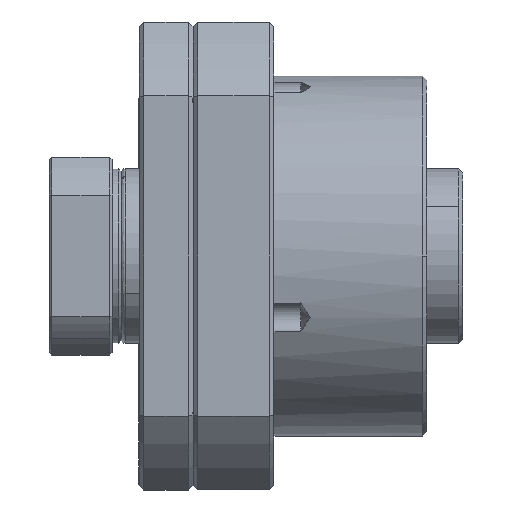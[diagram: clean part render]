
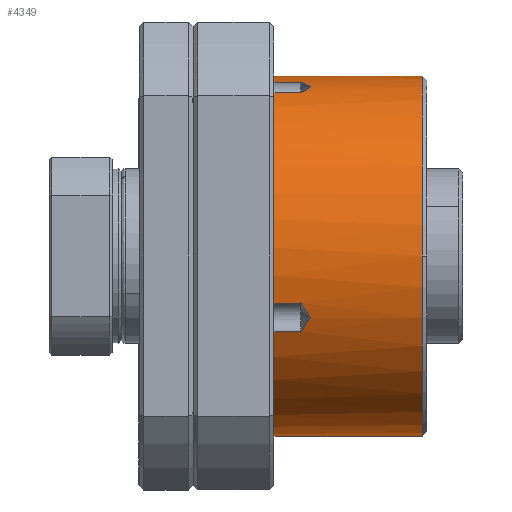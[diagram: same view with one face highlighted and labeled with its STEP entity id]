
A CAD part, front view. The second image highlights one B-rep face of the part: STEP entity #4349.
In plain terms, the highlighted cylindrical face has radius 20 mm (diameter 40 mm), a partial arc.
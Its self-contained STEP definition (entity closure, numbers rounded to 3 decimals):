
#420 = ORIENTED_EDGE ( 'NONE', *, *, #4575, .F. ) ;
#421 = ORIENTED_EDGE ( 'NONE', *, *, #4913, .T. ) ;
#422 = ORIENTED_EDGE ( 'NONE', *, *, #2298, .T. ) ;
#423 = ORIENTED_EDGE ( 'NONE', *, *, #1819, .T. ) ;
#424 = ORIENTED_EDGE ( 'NONE', *, *, #4943, .T. ) ;
#425 = ORIENTED_EDGE ( 'NONE', *, *, #4938, .T. ) ;
#426 = ORIENTED_EDGE ( 'NONE', *, *, #4928, .T. ) ;
#427 = ORIENTED_EDGE ( 'NONE', *, *, #4937, .T. ) ;
#428 = ORIENTED_EDGE ( 'NONE', *, *, #4550, .T. ) ;
#429 = ORIENTED_EDGE ( 'NONE', *, *, #4945, .T. ) ;
#430 = ORIENTED_EDGE ( 'NONE', *, *, #4549, .T. ) ;
#431 = ORIENTED_EDGE ( 'NONE', *, *, #4940, .T. ) ;
#432 = ORIENTED_EDGE ( 'NONE', *, *, #4941, .T. ) ;
#433 = ORIENTED_EDGE ( 'NONE', *, *, #4944, .T. ) ;
#434 = ORIENTED_EDGE ( 'NONE', *, *, #4948, .T. ) ;
#499 = EDGE_LOOP ( 'NONE', ( #420, #421, #422, #423, #424, #425, #426, #427, #428, #429, #430, #431, #432, #433, #434 ) ) ;
#765 = VERTEX_POINT ( 'NONE', #1237 ) ;
#783 = VERTEX_POINT ( 'NONE', #1255 ) ;
#786 = VERTEX_POINT ( 'NONE', #1258 ) ;
#791 = VERTEX_POINT ( 'NONE', #1263 ) ;
#792 = VERTEX_POINT ( 'NONE', #1264 ) ;
#796 = VERTEX_POINT ( 'NONE', #1268 ) ;
#807 = VERTEX_POINT ( 'NONE', #1279 ) ;
#810 = VERTEX_POINT ( 'NONE', #1282 ) ;
#840 = VERTEX_POINT ( 'NONE', #1312 ) ;
#1116 = VERTEX_POINT ( 'NONE', #1588 ) ;
#1117 = VERTEX_POINT ( 'NONE', #1589 ) ;
#1121 = VERTEX_POINT ( 'NONE', #1593 ) ;
#1122 = VERTEX_POINT ( 'NONE', #1594 ) ;
#1123 = VERTEX_POINT ( 'NONE', #1595 ) ;
#1124 = VERTEX_POINT ( 'NONE', #1596 ) ;
#1237 = CARTESIAN_POINT ( 'NONE',  ( 9., 0., 20. ) ) ;
#1255 = CARTESIAN_POINT ( 'NONE',  ( 25.5, 0., 20. ) ) ;
#1258 = CARTESIAN_POINT ( 'NONE',  ( 25.5, -20., 0. ) ) ;
#1263 = CARTESIAN_POINT ( 'NONE',  ( 12., -19.3, -5.244 ) ) ;
#1264 = CARTESIAN_POINT ( 'NONE',  ( 9., -19.3, -5.244 ) ) ;
#1268 = CARTESIAN_POINT ( 'NONE',  ( 9., -8.389, 18.156 ) ) ;
#1279 = CARTESIAN_POINT ( 'NONE',  ( 9., 0., -20. ) ) ;
#1282 = CARTESIAN_POINT ( 'NONE',  ( 12., -8.389, 18.156 ) ) ;
#1312 = CARTESIAN_POINT ( 'NONE',  ( 25.5, 0., -20. ) ) ;
#1588 = CARTESIAN_POINT ( 'NONE',  ( 13.006, -18.794, -6.84 ) ) ;
#1589 = CARTESIAN_POINT ( 'NONE',  ( 12., -18.156, -8.389 ) ) ;
#1593 = CARTESIAN_POINT ( 'NONE',  ( 12., -5.244, 19.3 ) ) ;
#1594 = CARTESIAN_POINT ( 'NONE',  ( 9., -18.156, -8.389 ) ) ;
#1595 = CARTESIAN_POINT ( 'NONE',  ( 13.006, -6.84, 18.794 ) ) ;
#1596 = CARTESIAN_POINT ( 'NONE',  ( 9., -5.244, 19.3 ) ) ;
#1819 = EDGE_CURVE ( 'NONE', #783, #765, #2362, .T. ) ;
#1893 = AXIS2_PLACEMENT_3D ( 'NONE', #2879, #2881, #2882 ) ;
#1920 = AXIS2_PLACEMENT_3D ( 'NONE', #3016, #3015, #3014 ) ;
#2298 = EDGE_CURVE ( 'NONE', #786, #783, #2383, .T. ) ;
#2362 = LINE ( 'NONE', #4255, #2363 ) ;
#2363 = VECTOR ( 'NONE', #4253, 1000. ) ;
#2383 = CIRCLE ( 'NONE', #1893, 20. ) ;
#2455 = FACE_OUTER_BOUND ( 'NONE', #499, .T. ) ;
#2461 = CYLINDRICAL_SURFACE ( 'NONE', #1920, 20. ) ;
#2801 = LINE ( 'NONE', #5745, #2803 ) ;
#2803 = VECTOR ( 'NONE', #5764, 1000. ) ;
#2805 = LINE ( 'NONE', #5767, #2806 ) ;
#2806 = VECTOR ( 'NONE', #5769, 1000. ) ;
#2841 = LINE ( 'NONE', #5893, #2844 ) ;
#2844 = VECTOR ( 'NONE', #5901, 1000. ) ;
#2879 = CARTESIAN_POINT ( 'NONE',  ( 25.5, 0., 0. ) ) ;
#2881 = DIRECTION ( 'NONE',  ( -1., 0., 0. ) ) ;
#2882 = DIRECTION ( 'NONE',  ( 0., 0., 1. ) ) ;
#3014 = DIRECTION ( 'NONE',  ( 0., 0., 1. ) ) ;
#3015 = DIRECTION ( 'NONE',  ( -1., 0., 0. ) ) ;
#3016 = CARTESIAN_POINT ( 'NONE',  ( -94.469, 0., 0. ) ) ;
#4253 = DIRECTION ( 'NONE',  ( -1., 0., 0. ) ) ;
#4255 = CARTESIAN_POINT ( 'NONE',  ( -94.469, 0., 20. ) ) ;
#4349 = ADVANCED_FACE ( 'NONE', ( #2455 ), #2461, .T. ) ;
#4549 = EDGE_CURVE ( 'NONE', #792, #791, #2801, .T. ) ;
#4550 = EDGE_CURVE ( 'NONE', #810, #796, #2805, .T. ) ;
#4575 = EDGE_CURVE ( 'NONE', #840, #807, #2841, .T. ) ;
#4913 = EDGE_CURVE ( 'NONE', #840, #786, #7579, .T. ) ;
#4928 = EDGE_CURVE ( 'NONE', #1121, #1123, #8393, .T. ) ;
#4937 = EDGE_CURVE ( 'NONE', #1123, #810, #8396, .T. ) ;
#4938 = EDGE_CURVE ( 'NONE', #1124, #1121, #7620, .T. ) ;
#4940 = EDGE_CURVE ( 'NONE', #791, #1116, #8397, .T. ) ;
#4941 = EDGE_CURVE ( 'NONE', #1116, #1117, #8398, .T. ) ;
#4943 = EDGE_CURVE ( 'NONE', #765, #1124, #7643, .T. ) ;
#4944 = EDGE_CURVE ( 'NONE', #1117, #1122, #7603, .T. ) ;
#4945 = EDGE_CURVE ( 'NONE', #796, #792, #7648, .T. ) ;
#4948 = EDGE_CURVE ( 'NONE', #1122, #807, #7657, .T. ) ;
#5745 = CARTESIAN_POINT ( 'NONE',  ( 0., -19.3, -5.244 ) ) ;
#5764 = DIRECTION ( 'NONE',  ( 1., 0., 0. ) ) ;
#5767 = CARTESIAN_POINT ( 'NONE',  ( 0., -8.389, 18.156 ) ) ;
#5769 = DIRECTION ( 'NONE',  ( -1., 0., 0. ) ) ;
#5893 = CARTESIAN_POINT ( 'NONE',  ( -94.469, 0., -20. ) ) ;
#5901 = DIRECTION ( 'NONE',  ( -1., 0., 0. ) ) ;
#6928 = CARTESIAN_POINT ( 'NONE',  ( 25.5, 0., 0. ) ) ;
#6941 = DIRECTION ( 'NONE',  ( -1., 0., 0. ) ) ;
#6942 = DIRECTION ( 'NONE',  ( 0., 0., 1. ) ) ;
#7579 = CIRCLE ( 'NONE', #8151, 20. ) ;
#7603 = LINE ( 'NONE', #8525, #7638 ) ;
#7620 = LINE ( 'NONE', #8505, #7623 ) ;
#7623 = VECTOR ( 'NONE', #8506, 1000. ) ;
#7638 = VECTOR ( 'NONE', #8526, 1000. ) ;
#7643 = CIRCLE ( 'NONE', #8163, 20. ) ;
#7648 = CIRCLE ( 'NONE', #8165, 20. ) ;
#7657 = CIRCLE ( 'NONE', #8167, 20. ) ;
#8151 = AXIS2_PLACEMENT_3D ( 'NONE', #6928, #6941, #6942 ) ;
#8163 = AXIS2_PLACEMENT_3D ( 'NONE', #8515, #8523, #8524 ) ;
#8165 = AXIS2_PLACEMENT_3D ( 'NONE', #8510, #8528, #8529 ) ;
#8167 = AXIS2_PLACEMENT_3D ( 'NONE', #8530, #8537, #8538 ) ;
#8393 = B_SPLINE_CURVE_WITH_KNOTS ( 'NONE', 3,
 ( #8472, #8476, #8477, #8478 ),
 .UNSPECIFIED., .F., .F.,
 ( 4, 4 ),
 ( 0.002, 0.004 ),
 .UNSPECIFIED. ) ;
#8396 = B_SPLINE_CURVE_WITH_KNOTS ( 'NONE', 3,
 ( #8499, #8501, #8502, #8503 ),
 .UNSPECIFIED., .F., .F.,
 ( 4, 4 ),
 ( 0., 0.002 ),
 .UNSPECIFIED. ) ;
#8397 = B_SPLINE_CURVE_WITH_KNOTS ( 'NONE', 3,
 ( #8507, #8512, #8513, #8514 ),
 .UNSPECIFIED., .F., .F.,
 ( 4, 4 ),
 ( 0.002, 0.004 ),
 .UNSPECIFIED. ) ;
#8398 = B_SPLINE_CURVE_WITH_KNOTS ( 'NONE', 3,
 ( #8511, #8516, #8517, #8518 ),
 .UNSPECIFIED., .F., .F.,
 ( 4, 4 ),
 ( 0., 0.002 ),
 .UNSPECIFIED. ) ;
#8472 = CARTESIAN_POINT ( 'NONE',  ( 12., -5.244, 19.3 ) ) ;
#8476 = CARTESIAN_POINT ( 'NONE',  ( 12.335, -5.782, 19.154 ) ) ;
#8477 = CARTESIAN_POINT ( 'NONE',  ( 12.671, -6.316, 18.985 ) ) ;
#8478 = CARTESIAN_POINT ( 'NONE',  ( 13.006, -6.84, 18.794 ) ) ;
#8499 = CARTESIAN_POINT ( 'NONE',  ( 13.006, -6.84, 18.794 ) ) ;
#8501 = CARTESIAN_POINT ( 'NONE',  ( 12.671, -7.365, 18.603 ) ) ;
#8502 = CARTESIAN_POINT ( 'NONE',  ( 12.335, -7.882, 18.39 ) ) ;
#8503 = CARTESIAN_POINT ( 'NONE',  ( 12., -8.389, 18.156 ) ) ;
#8505 = CARTESIAN_POINT ( 'NONE',  ( 0., -5.244, 19.3 ) ) ;
#8506 = DIRECTION ( 'NONE',  ( 1., 0., 0. ) ) ;
#8507 = CARTESIAN_POINT ( 'NONE',  ( 12., -19.3, -5.244 ) ) ;
#8510 = CARTESIAN_POINT ( 'NONE',  ( 9., 0., 0. ) ) ;
#8511 = CARTESIAN_POINT ( 'NONE',  ( 13.006, -18.794, -6.84 ) ) ;
#8512 = CARTESIAN_POINT ( 'NONE',  ( 12.335, -19.154, -5.782 ) ) ;
#8513 = CARTESIAN_POINT ( 'NONE',  ( 12.671, -18.985, -6.316 ) ) ;
#8514 = CARTESIAN_POINT ( 'NONE',  ( 13.006, -18.794, -6.84 ) ) ;
#8515 = CARTESIAN_POINT ( 'NONE',  ( 9., 0., 0. ) ) ;
#8516 = CARTESIAN_POINT ( 'NONE',  ( 12.671, -18.603, -7.365 ) ) ;
#8517 = CARTESIAN_POINT ( 'NONE',  ( 12.335, -18.39, -7.882 ) ) ;
#8518 = CARTESIAN_POINT ( 'NONE',  ( 12., -18.156, -8.389 ) ) ;
#8523 = DIRECTION ( 'NONE',  ( 1., 0., 0. ) ) ;
#8524 = DIRECTION ( 'NONE',  ( 0., 0., 1. ) ) ;
#8525 = CARTESIAN_POINT ( 'NONE',  ( 0., -18.156, -8.389 ) ) ;
#8526 = DIRECTION ( 'NONE',  ( -1., 0., 0. ) ) ;
#8528 = DIRECTION ( 'NONE',  ( 1., 0., 0. ) ) ;
#8529 = DIRECTION ( 'NONE',  ( 0., 0., 1. ) ) ;
#8530 = CARTESIAN_POINT ( 'NONE',  ( 9., 0., 0. ) ) ;
#8537 = DIRECTION ( 'NONE',  ( 1., 0., 0. ) ) ;
#8538 = DIRECTION ( 'NONE',  ( 0., 0., 1. ) ) ;
